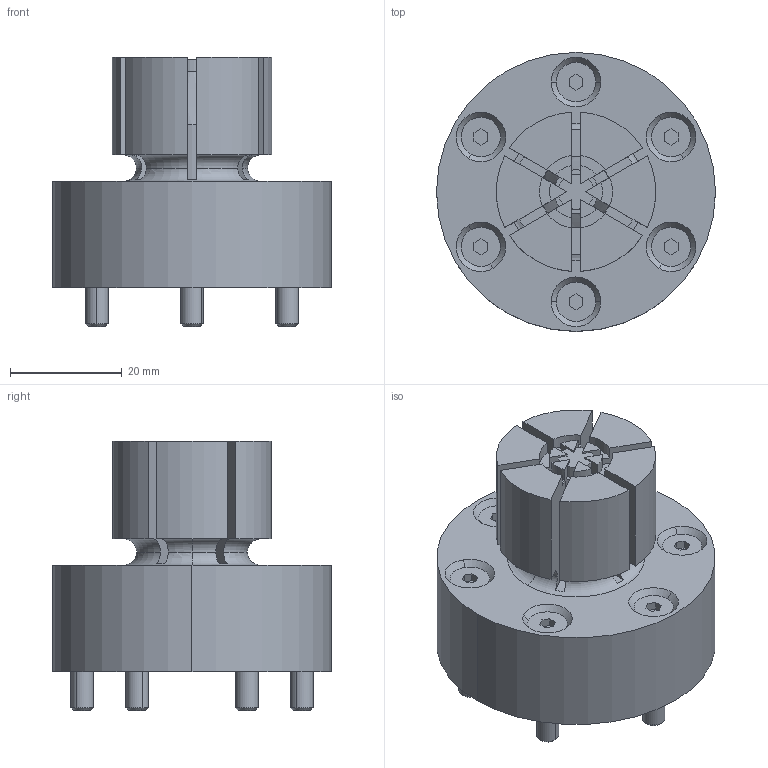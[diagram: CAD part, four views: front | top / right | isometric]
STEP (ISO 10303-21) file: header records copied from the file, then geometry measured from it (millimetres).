
FILE_DESCRIPTION (( 'STEP AP203' ), '1' );
FILE_NAME ('mbsid-m.STEP', '2019-12-04T04:08:05', ( '' ), ( '' ), 'SwSTEP 2.0', 'SolidWorks 2018', '' );
FILE_SCHEMA (( 'CONFIG_CONTROL_DESIGN' ));
Length unit declared in the file: millimetre
Products named in the file (1): mbsid-m
Bounding box: 49.99 x 49.99 x 48.27 mm (x, y, z)
Volume: 47870.6 mm3; surface area: 13735.1 mm2
Topology: 1 solids, 1 shells, 204 faces, 559 edges, 367 vertices
Faces by surface type: plane 114, cylinder 47, cone 33, torus 10
Entity records: 6873 total; most frequent: CARTESIAN_POINT 1505, ORIENTED_EDGE 1118, DIRECTION 1112, EDGE_CURVE 559, AXIS2_PLACEMENT_3D 396, VERTEX_POINT 367, LINE 320, VECTOR 320
